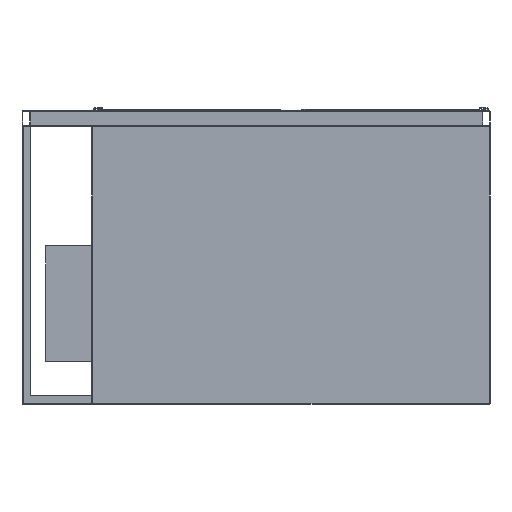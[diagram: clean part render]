
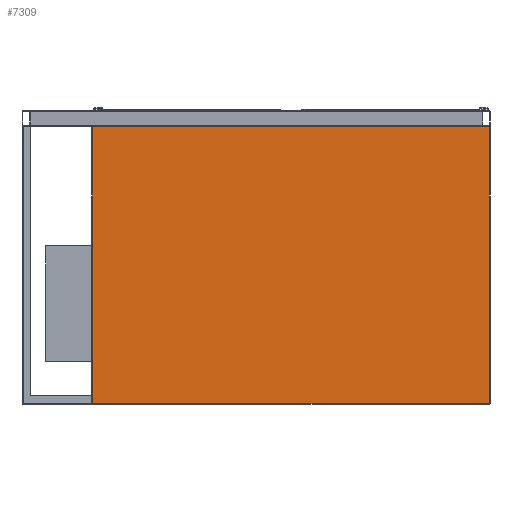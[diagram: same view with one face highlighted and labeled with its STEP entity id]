
A CAD part, front view. The second image highlights one B-rep face of the part: STEP entity #7309.
In plain terms, the highlighted planar face has unit normal (0, -1, 0).
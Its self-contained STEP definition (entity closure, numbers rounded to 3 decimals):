
#1729 = EDGE_CURVE ( 'NONE', #2266, #17684, #11314, .T. ) ;
#2240 = CARTESIAN_POINT ( 'NONE',  ( 513., -230., -758. ) ) ;
#2266 = VERTEX_POINT ( 'NONE', #17537 ) ;
#2339 = CARTESIAN_POINT ( 'NONE',  ( -515., -230., -758. ) ) ;
#2846 = CARTESIAN_POINT ( 'NONE',  ( -515., -230., -760. ) ) ;
#3107 = CARTESIAN_POINT ( 'NONE',  ( -513., -230., -42. ) ) ;
#4408 = LINE ( 'NONE', #10341, #6878 ) ;
#5778 = LINE ( 'NONE', #9617, #16073 ) ;
#6169 = VERTEX_POINT ( 'NONE', #15766 ) ;
#6248 = DIRECTION ( 'NONE',  ( 0., 0., -1. ) ) ;
#6878 = VECTOR ( 'NONE', #7419, 1000. ) ;
#6977 = CARTESIAN_POINT ( 'NONE',  ( -515., -230., -42. ) ) ;
#7309 = ADVANCED_FACE ( 'Fl�che8', ( #12004 ), #10736, .T. ) ;
#7353 = EDGE_CURVE ( 'NONE', #17684, #6169, #4408, .T. ) ;
#7419 = DIRECTION ( 'NONE',  ( 0., 0., 1. ) ) ;
#9117 = VERTEX_POINT ( 'NONE', #3107 ) ;
#9617 = CARTESIAN_POINT ( 'NONE',  ( -513., -230., -760. ) ) ;
#9867 = VECTOR ( 'NONE', #15582, 1000. ) ;
#10341 = CARTESIAN_POINT ( 'NONE',  ( 513., -230., -760. ) ) ;
#10551 = EDGE_CURVE ( 'NONE', #6169, #9117, #11467, .T. ) ;
#10736 = PLANE ( 'NONE',  #14374 ) ;
#11314 = LINE ( 'NONE', #2339, #17570 ) ;
#11467 = LINE ( 'NONE', #6977, #9867 ) ;
#11704 = ORIENTED_EDGE ( 'NONE', *, *, #14666, .T. ) ;
#11959 = ORIENTED_EDGE ( 'NONE', *, *, #1729, .T. ) ;
#12004 = FACE_OUTER_BOUND ( 'NONE', #15214, .T. ) ;
#12348 = ORIENTED_EDGE ( 'NONE', *, *, #10551, .T. ) ;
#12596 = DIRECTION ( 'NONE',  ( 1., 0., 0. ) ) ;
#12647 = DIRECTION ( 'NONE',  ( 0., 0., -1. ) ) ;
#14374 = AXIS2_PLACEMENT_3D ( 'NONE', #2846, #16599, #6248 ) ;
#14666 = EDGE_CURVE ( 'NONE', #9117, #2266, #5778, .T. ) ;
#14951 = ORIENTED_EDGE ( 'NONE', *, *, #7353, .T. ) ;
#15214 = EDGE_LOOP ( 'NONE', ( #12348, #11704, #11959, #14951 ) ) ;
#15582 = DIRECTION ( 'NONE',  ( -1., 0., 0. ) ) ;
#15766 = CARTESIAN_POINT ( 'NONE',  ( 513., -230., -42. ) ) ;
#16073 = VECTOR ( 'NONE', #12647, 1000. ) ;
#16599 = DIRECTION ( 'NONE',  ( 0., -1., 0. ) ) ;
#17537 = CARTESIAN_POINT ( 'NONE',  ( -513., -230., -758. ) ) ;
#17570 = VECTOR ( 'NONE', #12596, 1000. ) ;
#17684 = VERTEX_POINT ( 'NONE', #2240 ) ;
